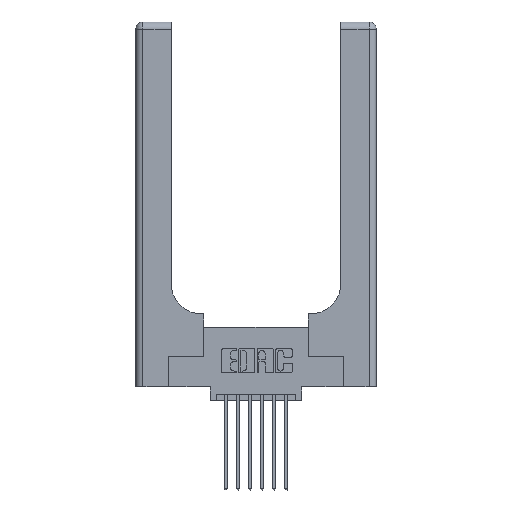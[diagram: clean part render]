
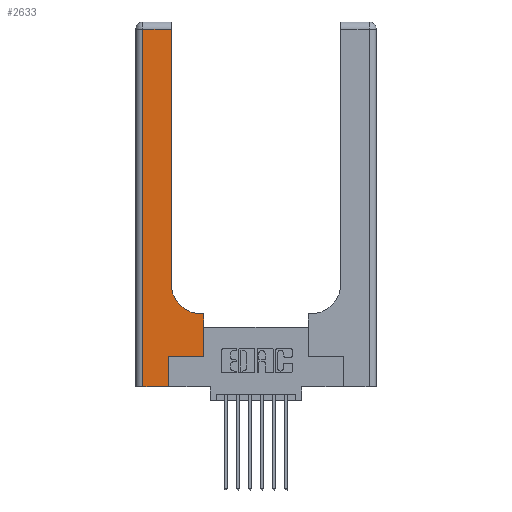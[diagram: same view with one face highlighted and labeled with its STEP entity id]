
A CAD part, top view. The second image highlights one B-rep face of the part: STEP entity #2633.
In plain terms, the highlighted planar face has unit normal (0, 0, 1).
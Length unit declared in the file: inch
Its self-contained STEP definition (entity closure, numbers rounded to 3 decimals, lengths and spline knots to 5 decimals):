
#734 = ORIENTED_EDGE ( 'NONE', *, *, #6762, .T. ) ;
#938 = CARTESIAN_POINT ( 'NONE',  ( 0.269, 0., 0.37 ) ) ;
#1173 = PLANE ( 'NONE',  #1189 ) ;
#1175 = DIRECTION ( 'NONE',  ( 0., 1., 0. ) ) ;
#1189 = AXIS2_PLACEMENT_3D ( 'NONE', #6847, #11513, #4592 ) ;
#1379 = DIRECTION ( 'NONE',  ( 0., 1., 0. ) ) ;
#1411 = LINE ( 'NONE', #5680, #13640 ) ;
#1639 = LINE ( 'NONE', #5798, #7357 ) ;
#1647 = EDGE_CURVE ( 'NONE', #12668, #6307, #1411, .T. ) ;
#1858 = ORIENTED_EDGE ( 'NONE', *, *, #7035, .T. ) ;
#2022 = DIRECTION ( 'NONE',  ( 1., 0., 0. ) ) ;
#2064 = DIRECTION ( 'NONE',  ( 0., 0., -1. ) ) ;
#2074 = CARTESIAN_POINT ( 'NONE',  ( 0.5415, 0.85, 0.37 ) ) ;
#2087 = EDGE_CURVE ( 'NONE', #12273, #12668, #5141, .T. ) ;
#2258 = CARTESIAN_POINT ( 'NONE',  ( 0.269, 0., 0.37 ) ) ;
#2361 = LINE ( 'NONE', #13787, #11540 ) ;
#2633 = ADVANCED_FACE ( 'NONE', ( #11288 ), #1173, .F. ) ;
#2728 = ORIENTED_EDGE ( 'NONE', *, *, #1647, .T. ) ;
#2844 = LINE ( 'NONE', #7123, #12043 ) ;
#2967 = LINE ( 'NONE', #9614, #8729 ) ;
#3139 = ORIENTED_EDGE ( 'NONE', *, *, #12785, .T. ) ;
#3654 = VECTOR ( 'NONE', #1175, 39.37008 ) ;
#3668 = ORIENTED_EDGE ( 'NONE', *, *, #4190, .T. ) ;
#4190 = EDGE_CURVE ( 'NONE', #10766, #12557, #6690, .T. ) ;
#4592 = DIRECTION ( 'NONE',  ( -1., 0., 0. ) ) ;
#4860 = CARTESIAN_POINT ( 'NONE',  ( 0.2915, 2.94, 0.37 ) ) ;
#5040 = DIRECTION ( 'NONE',  ( 1., 0., 0. ) ) ;
#5141 = CIRCLE ( 'NONE', #14374, 0.25 ) ;
#5565 = CARTESIAN_POINT ( 'NONE',  ( 0.269, 0.25, 0.37 ) ) ;
#5663 = DIRECTION ( 'NONE',  ( 0., 1., 0. ) ) ;
#5680 = CARTESIAN_POINT ( 'NONE',  ( 0.2915, 3., 0.37 ) ) ;
#5795 = EDGE_LOOP ( 'NONE', ( #2728, #11209, #734, #1858, #3668, #13027, #3139, #7813, #11805 ) ) ;
#5798 = CARTESIAN_POINT ( 'NONE',  ( 0., 2.94, 0.37 ) ) ;
#6307 = VERTEX_POINT ( 'NONE', #4860 ) ;
#6690 = LINE ( 'NONE', #2258, #3654 ) ;
#6762 = EDGE_CURVE ( 'NONE', #10116, #8777, #2361, .T. ) ;
#6847 = CARTESIAN_POINT ( 'NONE',  ( 0., 3., 0.37 ) ) ;
#6857 = EDGE_CURVE ( 'NONE', #6307, #10116, #1639, .T. ) ;
#6859 = DIRECTION ( 'NONE',  ( 0., -1., 0. ) ) ;
#6940 = DIRECTION ( 'NONE',  ( -1., 0., 0. ) ) ;
#7035 = EDGE_CURVE ( 'NONE', #8777, #10766, #12920, .T. ) ;
#7123 = CARTESIAN_POINT ( 'NONE',  ( 0.5585, 0.25, 0.37 ) ) ;
#7357 = VECTOR ( 'NONE', #8130, 39.37008 ) ;
#7657 = EDGE_CURVE ( 'NONE', #12557, #8542, #2967, .T. ) ;
#7813 = ORIENTED_EDGE ( 'NONE', *, *, #12092, .T. ) ;
#8130 = DIRECTION ( 'NONE',  ( -1., 0., 0. ) ) ;
#8444 = VECTOR ( 'NONE', #6940, 39.37008 ) ;
#8542 = VERTEX_POINT ( 'NONE', #10664 ) ;
#8729 = VECTOR ( 'NONE', #10794, 39.37008 ) ;
#8777 = VERTEX_POINT ( 'NONE', #12126 ) ;
#8802 = LINE ( 'NONE', #13869, #8444 ) ;
#9555 = CARTESIAN_POINT ( 'NONE',  ( 0.5415, 0.6, 0.37 ) ) ;
#9614 = CARTESIAN_POINT ( 'NONE',  ( 0.269, 0.25, 0.37 ) ) ;
#10116 = VERTEX_POINT ( 'NONE', #14555 ) ;
#10664 = CARTESIAN_POINT ( 'NONE',  ( 0.5585, 0.25, 0.37 ) ) ;
#10766 = VERTEX_POINT ( 'NONE', #938 ) ;
#10794 = DIRECTION ( 'NONE',  ( 1., 0., 0. ) ) ;
#11209 = ORIENTED_EDGE ( 'NONE', *, *, #6857, .T. ) ;
#11288 = FACE_OUTER_BOUND ( 'NONE', #5795, .T. ) ;
#11513 = DIRECTION ( 'NONE',  ( 0., 0., -1. ) ) ;
#11540 = VECTOR ( 'NONE', #6859, 39.37008 ) ;
#11582 = CARTESIAN_POINT ( 'NONE',  ( 0.2915, 0.85, 0.37 ) ) ;
#11805 = ORIENTED_EDGE ( 'NONE', *, *, #2087, .T. ) ;
#11975 = CARTESIAN_POINT ( 'NONE',  ( 0., 0., 0.37 ) ) ;
#12043 = VECTOR ( 'NONE', #1379, 39.37008 ) ;
#12092 = EDGE_CURVE ( 'NONE', #12871, #12273, #8802, .T. ) ;
#12126 = CARTESIAN_POINT ( 'NONE',  ( 0.06, 0., 0.37 ) ) ;
#12273 = VERTEX_POINT ( 'NONE', #9555 ) ;
#12557 = VERTEX_POINT ( 'NONE', #5565 ) ;
#12668 = VERTEX_POINT ( 'NONE', #11582 ) ;
#12785 = EDGE_CURVE ( 'NONE', #8542, #12871, #2844, .T. ) ;
#12871 = VERTEX_POINT ( 'NONE', #14151 ) ;
#12920 = LINE ( 'NONE', #11975, #13278 ) ;
#13027 = ORIENTED_EDGE ( 'NONE', *, *, #7657, .T. ) ;
#13278 = VECTOR ( 'NONE', #5040, 39.37008 ) ;
#13640 = VECTOR ( 'NONE', #5663, 39.37008 ) ;
#13787 = CARTESIAN_POINT ( 'NONE',  ( 0.06, 3., 0.37 ) ) ;
#13869 = CARTESIAN_POINT ( 'NONE',  ( 0.2915, 0.6, 0.37 ) ) ;
#14151 = CARTESIAN_POINT ( 'NONE',  ( 0.5585, 0.6, 0.37 ) ) ;
#14374 = AXIS2_PLACEMENT_3D ( 'NONE', #2074, #2064, #2022 ) ;
#14555 = CARTESIAN_POINT ( 'NONE',  ( 0.06, 2.94, 0.37 ) ) ;
